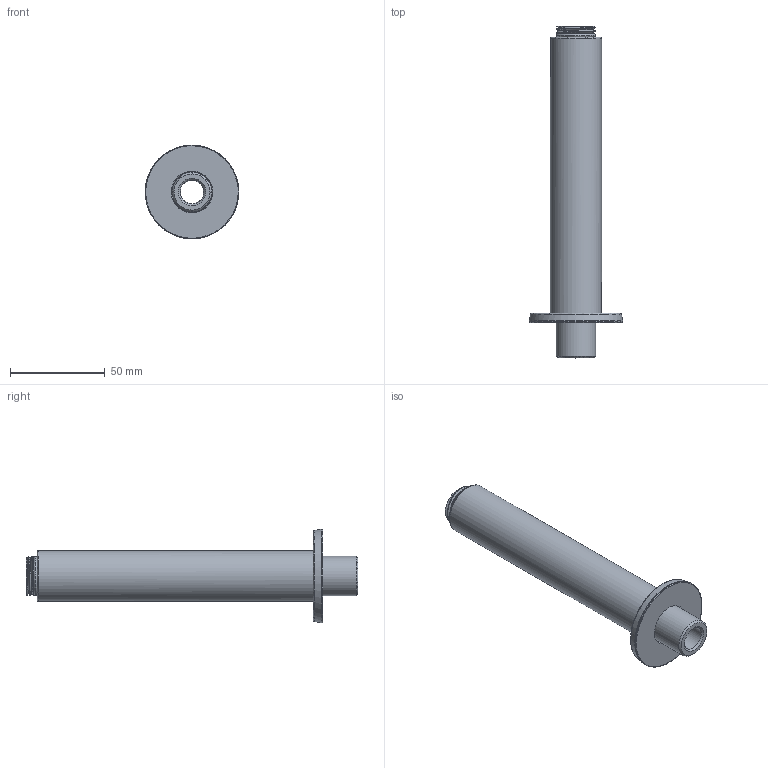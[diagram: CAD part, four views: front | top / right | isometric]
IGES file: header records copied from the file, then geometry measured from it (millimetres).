
Global section: file name: T2069; native system: Autodesk Inventor 2020; preprocessor: unknown; author: adaniels; date: 20221128.114601; units: millimetre
Bounding box: 49.5 x 175.6 x 49.5 mm (x, y, z)
Volume: 66045 mm3; surface area: 34786.4 mm2
Topology: 5 solids, 5 shells, 83 faces, 231 edges, 161 vertices
Faces by surface type: bspline 83
